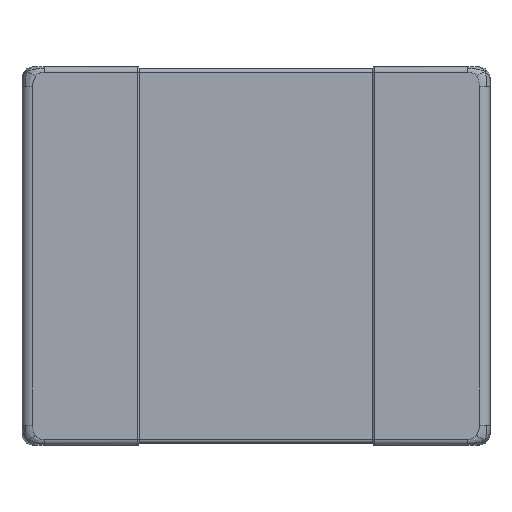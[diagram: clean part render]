
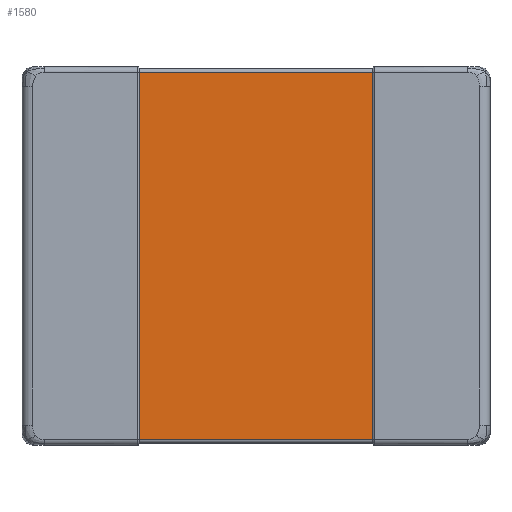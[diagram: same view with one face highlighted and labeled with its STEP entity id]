
A CAD part, top view. The second image highlights one B-rep face of the part: STEP entity #1580.
In plain terms, the highlighted planar face has unit normal (0, 0, 1).
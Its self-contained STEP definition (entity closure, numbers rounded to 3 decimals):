
#26=PLANE('',#1708);
#50=LINE('',#4747,#114);
#51=LINE('',#4750,#115);
#52=LINE('',#4752,#116);
#53=LINE('',#4753,#117);
#114=VECTOR('',#1935,10.);
#115=VECTOR('',#1938,10.);
#116=VECTOR('',#1939,10.);
#117=VECTOR('',#1940,10.);
#250=FACE_OUTER_BOUND('',#350,.T.);
#350=EDGE_LOOP('',(#1171,#1172,#1173,#1174));
#699=VERTEX_POINT('',#4743);
#700=VERTEX_POINT('',#4745);
#701=VERTEX_POINT('',#4749);
#702=VERTEX_POINT('',#4751);
#887=EDGE_CURVE('',#700,#699,#50,.T.);
#888=EDGE_CURVE('',#701,#700,#51,.T.);
#889=EDGE_CURVE('',#702,#701,#52,.T.);
#890=EDGE_CURVE('',#699,#702,#53,.T.);
#1171=ORIENTED_EDGE('',*,*,#887,.F.);
#1172=ORIENTED_EDGE('',*,*,#888,.F.);
#1173=ORIENTED_EDGE('',*,*,#889,.F.);
#1174=ORIENTED_EDGE('',*,*,#890,.F.);
#1580=ADVANCED_FACE('',(#250),#26,.F.);
#1708=AXIS2_PLACEMENT_3D('',#4748,#1936,#1937);
#1935=DIRECTION('',(1.,0.,0.));
#1936=DIRECTION('center_axis',(0.,0.,-1.));
#1937=DIRECTION('ref_axis',(-1.,0.,0.));
#1938=DIRECTION('',(0.,1.,0.));
#1939=DIRECTION('',(-1.,0.,0.));
#1940=DIRECTION('',(0.,-1.,0.));
#4743=CARTESIAN_POINT('',(0.65,1.02,0.99));
#4745=CARTESIAN_POINT('',(-0.65,1.02,0.99));
#4747=CARTESIAN_POINT('',(0.325,1.02,0.99));
#4748=CARTESIAN_POINT('Origin',(0.,0.,0.99));
#4749=CARTESIAN_POINT('',(-0.65,-1.02,0.99));
#4750=CARTESIAN_POINT('',(-0.65,1.05,0.99));
#4751=CARTESIAN_POINT('',(0.65,-1.02,0.99));
#4752=CARTESIAN_POINT('',(-0.325,-1.02,0.99));
#4753=CARTESIAN_POINT('',(0.65,1.05,0.99));
